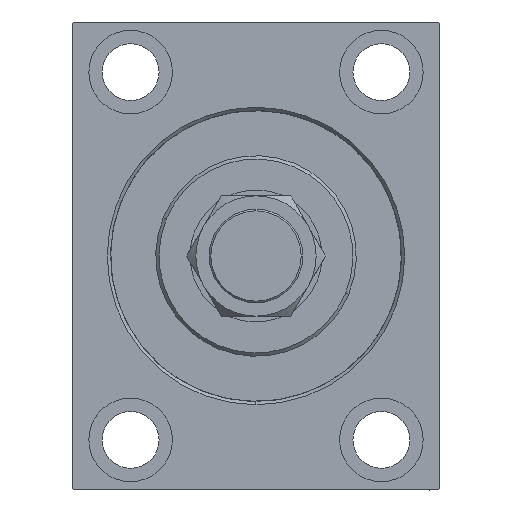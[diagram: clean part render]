
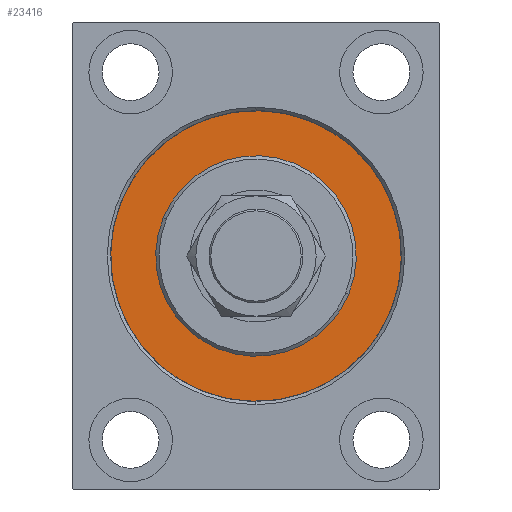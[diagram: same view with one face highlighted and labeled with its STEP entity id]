
A CAD part, left-side view. The second image highlights one B-rep face of the part: STEP entity #23416.
In plain terms, the highlighted face is planar.
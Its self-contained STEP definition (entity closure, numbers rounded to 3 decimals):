
#1164 = ORIENTED_EDGE ( 'NONE', *, *, #45721, .F. ) ;
#1768 = AXIS2_PLACEMENT_3D ( 'NONE', #41196, #9508, #45118 ) ;
#1875 = FACE_BOUND ( 'NONE', #5870, .T. ) ;
#2033 = CARTESIAN_POINT ( 'NONE',  ( 0., 0., 0. ) ) ;
#3026 = CARTESIAN_POINT ( 'NONE',  ( 0., 0., 43.5 ) ) ;
#3083 = VERTEX_POINT ( 'NONE', #3026 ) ;
#3429 = CARTESIAN_POINT ( 'NONE',  ( 0., 0., -30. ) ) ;
#5305 = DIRECTION ( 'NONE',  ( -1., 0., 0. ) ) ;
#5796 = DIRECTION ( 'NONE',  ( -1., 0., 0. ) ) ;
#5870 = EDGE_LOOP ( 'NONE', ( #32322, #22647 ) ) ;
#6845 = VERTEX_POINT ( 'NONE', #40312 ) ;
#9094 = DIRECTION ( 'NONE',  ( 1., 0., 0. ) ) ;
#9113 = EDGE_LOOP ( 'NONE', ( #1164, #15984 ) ) ;
#9508 = DIRECTION ( 'NONE',  ( -1., 0., 0. ) ) ;
#11058 = AXIS2_PLACEMENT_3D ( 'NONE', #44014, #9094, #16028 ) ;
#11885 = CIRCLE ( 'NONE', #25917, 43.5 ) ;
#12689 = CARTESIAN_POINT ( 'NONE',  ( 0., 0., 0. ) ) ;
#15316 = AXIS2_PLACEMENT_3D ( 'NONE', #2033, #26544, #19827 ) ;
#15887 = EDGE_CURVE ( 'NONE', #3083, #6845, #21715, .T. ) ;
#15984 = ORIENTED_EDGE ( 'NONE', *, *, #15887, .F. ) ;
#16028 = DIRECTION ( 'NONE',  ( 0., 0., -1. ) ) ;
#17419 = CARTESIAN_POINT ( 'NONE',  ( 0., 0., 30. ) ) ;
#19827 = DIRECTION ( 'NONE',  ( 0., 0., -1. ) ) ;
#21126 = VERTEX_POINT ( 'NONE', #17419 ) ;
#21715 = CIRCLE ( 'NONE', #1768, 43.5 ) ;
#22647 = ORIENTED_EDGE ( 'NONE', *, *, #30742, .F. ) ;
#23416 = ADVANCED_FACE ( 'NONE', ( #1875, #37014 ), #27294, .F. ) ;
#25917 = AXIS2_PLACEMENT_3D ( 'NONE', #12689, #5305, #33281 ) ;
#26544 = DIRECTION ( 'NONE',  ( 1., 0., 0. ) ) ;
#27067 = DIRECTION ( 'NONE',  ( 0., 0., 1. ) ) ;
#27294 = PLANE ( 'NONE',  #32258 ) ;
#27304 = VERTEX_POINT ( 'NONE', #3429 ) ;
#30742 = EDGE_CURVE ( 'NONE', #27304, #21126, #38241, .T. ) ;
#32258 = AXIS2_PLACEMENT_3D ( 'NONE', #37470, #5796, #27067 ) ;
#32322 = ORIENTED_EDGE ( 'NONE', *, *, #36260, .F. ) ;
#33281 = DIRECTION ( 'NONE',  ( 0., 0., 1. ) ) ;
#36260 = EDGE_CURVE ( 'NONE', #21126, #27304, #41340, .T. ) ;
#37014 = FACE_OUTER_BOUND ( 'NONE', #9113, .T. ) ;
#37470 = CARTESIAN_POINT ( 'NONE',  ( 0., 0., 0. ) ) ;
#38241 = CIRCLE ( 'NONE', #15316, 30. ) ;
#40312 = CARTESIAN_POINT ( 'NONE',  ( 0., 0., -43.5 ) ) ;
#41196 = CARTESIAN_POINT ( 'NONE',  ( 0., 0., 0. ) ) ;
#41340 = CIRCLE ( 'NONE', #11058, 30. ) ;
#44014 = CARTESIAN_POINT ( 'NONE',  ( 0., 0., 0. ) ) ;
#45118 = DIRECTION ( 'NONE',  ( 0., 0., 1. ) ) ;
#45721 = EDGE_CURVE ( 'NONE', #6845, #3083, #11885, .T. ) ;
